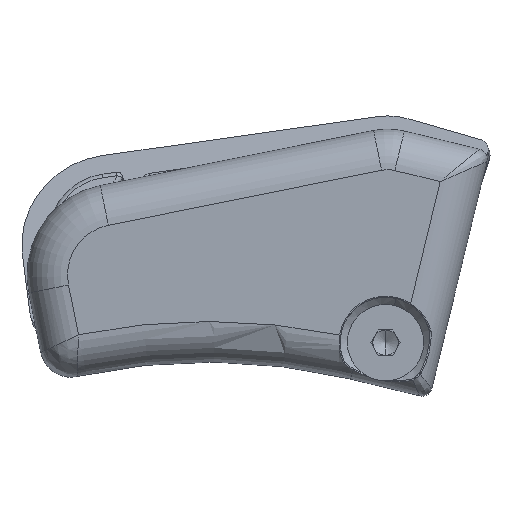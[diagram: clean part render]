
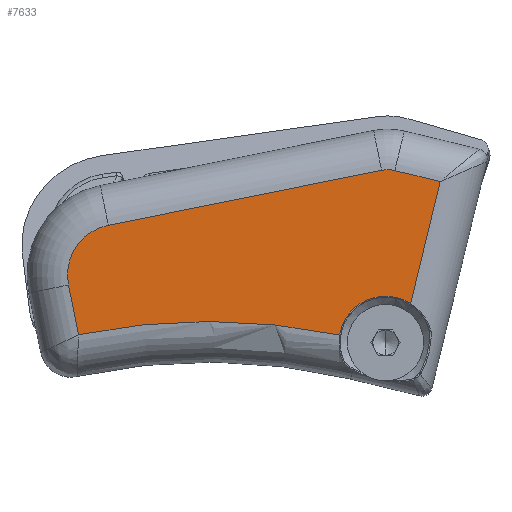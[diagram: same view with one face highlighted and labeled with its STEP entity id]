
A CAD part, left-side view. The second image highlights one B-rep face of the part: STEP entity #7633.
In plain terms, the highlighted face is planar.
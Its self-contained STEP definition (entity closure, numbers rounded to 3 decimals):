
#78 = DIRECTION ( 'NONE',  ( 0., 0., -1. ) ) ;
#416 = DIRECTION ( 'NONE',  ( 0., 0., -1. ) ) ;
#664 = DIRECTION ( 'NONE',  ( 1., 0., 0. ) ) ;
#704 = CARTESIAN_POINT ( 'NONE',  ( -4.808, 29.276, 6. ) ) ;
#945 = CARTESIAN_POINT ( 'NONE',  ( -16.419, 4.376, 6. ) ) ;
#1278 = EDGE_CURVE ( 'NONE', #10698, #2803, #2832, .T. ) ;
#1350 = CARTESIAN_POINT ( 'NONE',  ( 63.888, 2.5, 6. ) ) ;
#1733 = ORIENTED_EDGE ( 'NONE', *, *, #6422, .F. ) ;
#1815 = EDGE_CURVE ( 'NONE', #5298, #10304, #5428, .T. ) ;
#2165 = VERTEX_POINT ( 'NONE', #945 ) ;
#2367 = CARTESIAN_POINT ( 'NONE',  ( -19.7, -4.5, 6. ) ) ;
#2423 = LINE ( 'NONE', #7660, #9678 ) ;
#2653 = AXIS2_PLACEMENT_3D ( 'NONE', #8000, #4316, #664 ) ;
#2803 = VERTEX_POINT ( 'NONE', #10916 ) ;
#2832 = CIRCLE ( 'NONE', #8383, 4.58 ) ;
#3042 = AXIS2_PLACEMENT_3D ( 'NONE', #4141, #6034, #9584 ) ;
#3044 = LINE ( 'NONE', #4742, #9718 ) ;
#3418 = LINE ( 'NONE', #7508, #10346 ) ;
#3769 = DIRECTION ( 'NONE',  ( 1., 0., 0. ) ) ;
#4141 = CARTESIAN_POINT ( 'NONE',  ( -0.276, 27.163, 6. ) ) ;
#4316 = DIRECTION ( 'NONE',  ( 0., 0., 1. ) ) ;
#4742 = CARTESIAN_POINT ( 'NONE',  ( 3.3, -1.5, 6. ) ) ;
#4986 = CIRCLE ( 'NONE', #2653, 3. ) ;
#5298 = VERTEX_POINT ( 'NONE', #10168 ) ;
#5428 = LINE ( 'NONE', #9912, #9789 ) ;
#5958 = ORIENTED_EDGE ( 'NONE', *, *, #9381, .F. ) ;
#6034 = DIRECTION ( 'NONE',  ( 0., 0., 1. ) ) ;
#6145 = EDGE_CURVE ( 'NONE', #2165, #5298, #4986, .T. ) ;
#6289 = CARTESIAN_POINT ( 'NONE',  ( -16.7, -1.5, 6. ) ) ;
#6422 = EDGE_CURVE ( 'NONE', #7817, #2165, #3418, .T. ) ;
#6888 = CIRCLE ( 'NONE', #3042, 5. ) ;
#7162 = DIRECTION ( 'NONE',  ( 0., -1., 0. ) ) ;
#7182 = VERTEX_POINT ( 'NONE', #10693 ) ;
#7385 = DIRECTION ( 'NONE',  ( -0.423, -0.906, 0. ) ) ;
#7508 = CARTESIAN_POINT ( 'NONE',  ( -16.419, 4.376, 6. ) ) ;
#7581 = ORIENTED_EDGE ( 'NONE', *, *, #6145, .F. ) ;
#7633 = ADVANCED_FACE ( 'NONE', ( #9583 ), #7803, .T. ) ;
#7637 = CARTESIAN_POINT ( 'NONE',  ( -4.327, -1.5, 6. ) ) ;
#7660 = CARTESIAN_POINT ( 'NONE',  ( 1.837, 31.695, 6. ) ) ;
#7803 = PLANE ( 'NONE',  #10481 ) ;
#7817 = VERTEX_POINT ( 'NONE', #704 ) ;
#8000 = CARTESIAN_POINT ( 'NONE',  ( -13.7, 3.109, 6. ) ) ;
#8230 = DIRECTION ( 'NONE',  ( 1., 0., 0. ) ) ;
#8295 = EDGE_CURVE ( 'NONE', #7182, #7817, #6888, .T. ) ;
#8383 = AXIS2_PLACEMENT_3D ( 'NONE', #10059, #78, #8230 ) ;
#8530 = ORIENTED_EDGE ( 'NONE', *, *, #8713, .F. ) ;
#8713 = EDGE_CURVE ( 'NONE', #10304, #10698, #3044, .T. ) ;
#8715 = ORIENTED_EDGE ( 'NONE', *, *, #8295, .F. ) ;
#9381 = EDGE_CURVE ( 'NONE', #2803, #11669, #11574, .T. ) ;
#9583 = FACE_OUTER_BOUND ( 'NONE', #10588, .T. ) ;
#9584 = DIRECTION ( 'NONE',  ( 1., 0., 0. ) ) ;
#9678 = VECTOR ( 'NONE', #10586, 1000. ) ;
#9718 = VECTOR ( 'NONE', #3769, 1000. ) ;
#9789 = VECTOR ( 'NONE', #7162, 1000. ) ;
#9912 = CARTESIAN_POINT ( 'NONE',  ( -16.7, -4.5, 6. ) ) ;
#9962 = CARTESIAN_POINT ( 'NONE',  ( 6.358, 29.587, 6. ) ) ;
#10059 = CARTESIAN_POINT ( 'NONE',  ( 0., 0., 6. ) ) ;
#10168 = CARTESIAN_POINT ( 'NONE',  ( -16.7, 3.109, 6. ) ) ;
#10304 = VERTEX_POINT ( 'NONE', #6289 ) ;
#10316 = ORIENTED_EDGE ( 'NONE', *, *, #10984, .F. ) ;
#10346 = VECTOR ( 'NONE', #7385, 1000. ) ;
#10393 = ORIENTED_EDGE ( 'NONE', *, *, #1278, .F. ) ;
#10447 = DIRECTION ( 'NONE',  ( 1., 0., 0. ) ) ;
#10481 = AXIS2_PLACEMENT_3D ( 'NONE', #2367, #416, #10512 ) ;
#10512 = DIRECTION ( 'NONE',  ( 1., 0., 0. ) ) ;
#10586 = DIRECTION ( 'NONE',  ( -0.906, 0.423, 0. ) ) ;
#10588 = EDGE_LOOP ( 'NONE', ( #8530, #11343, #7581, #1733, #8715, #10316, #5958, #10393 ) ) ;
#10693 = CARTESIAN_POINT ( 'NONE',  ( 1.837, 31.695, 6. ) ) ;
#10698 = VERTEX_POINT ( 'NONE', #7637 ) ;
#10916 = CARTESIAN_POINT ( 'NONE',  ( 0.334, 4.568, 6. ) ) ;
#10962 = AXIS2_PLACEMENT_3D ( 'NONE', #1350, #11459, #10447 ) ;
#10984 = EDGE_CURVE ( 'NONE', #11669, #7182, #2423, .T. ) ;
#11343 = ORIENTED_EDGE ( 'NONE', *, *, #1815, .F. ) ;
#11459 = DIRECTION ( 'NONE',  ( 0., 0., -1. ) ) ;
#11574 = CIRCLE ( 'NONE', #10962, 63.588 ) ;
#11669 = VERTEX_POINT ( 'NONE', #9962 ) ;
